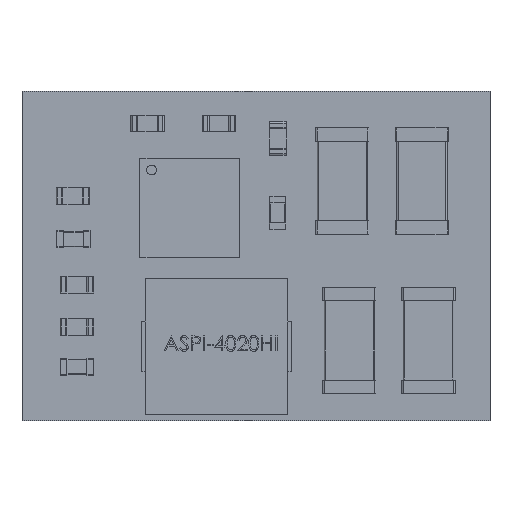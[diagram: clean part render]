
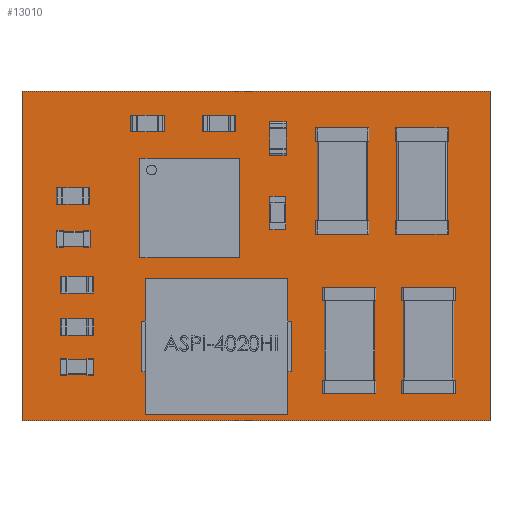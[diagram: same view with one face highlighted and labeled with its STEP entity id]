
A CAD part, top view. The second image highlights one B-rep face of the part: STEP entity #13010.
In plain terms, the highlighted planar face has unit normal (0, 0, 1).
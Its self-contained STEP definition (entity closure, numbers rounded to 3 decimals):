
#12881 = VERTEX_POINT('',#12882);
#12882 = CARTESIAN_POINT('',(148.454,-71.827,1.6));
#12888 = EDGE_CURVE('',#12881,#12889,#12891,.T.);
#12889 = VERTEX_POINT('',#12890);
#12890 = CARTESIAN_POINT('',(134.343,-71.827,1.6));
#12891 = LINE('',#12892,#12893);
#12892 = CARTESIAN_POINT('',(148.454,-71.827,1.6));
#12893 = VECTOR('',#12894,1.);
#12894 = DIRECTION('',(-1.,0.,0.));
#12919 = EDGE_CURVE('',#12889,#12920,#12922,.T.);
#12920 = VERTEX_POINT('',#12921);
#12921 = CARTESIAN_POINT('',(134.343,-61.887,1.6));
#12922 = LINE('',#12923,#12924);
#12923 = CARTESIAN_POINT('',(134.343,-71.827,1.6));
#12924 = VECTOR('',#12925,1.);
#12925 = DIRECTION('',(0.,1.,0.));
#12950 = EDGE_CURVE('',#12920,#12951,#12953,.T.);
#12951 = VERTEX_POINT('',#12952);
#12952 = CARTESIAN_POINT('',(148.454,-61.887,1.6));
#12953 = LINE('',#12954,#12955);
#12954 = CARTESIAN_POINT('',(134.343,-61.887,1.6));
#12955 = VECTOR('',#12956,1.);
#12956 = DIRECTION('',(1.,0.,0.));
#12981 = EDGE_CURVE('',#12951,#12881,#12982,.T.);
#12982 = LINE('',#12983,#12984);
#12983 = CARTESIAN_POINT('',(148.454,-61.887,1.6));
#12984 = VECTOR('',#12985,1.);
#12985 = DIRECTION('',(0.,-1.,0.));
#13010 = ADVANCED_FACE('',(#13011),#13017,.T.);
#13011 = FACE_BOUND('',#13012,.F.);
#13012 = EDGE_LOOP('',(#13013,#13014,#13015,#13016));
#13013 = ORIENTED_EDGE('',*,*,#12888,.T.);
#13014 = ORIENTED_EDGE('',*,*,#12919,.T.);
#13015 = ORIENTED_EDGE('',*,*,#12950,.T.);
#13016 = ORIENTED_EDGE('',*,*,#12981,.T.);
#13017 = PLANE('',#13018);
#13018 = AXIS2_PLACEMENT_3D('',#13019,#13020,#13021);
#13019 = CARTESIAN_POINT('',(0.,0.,1.6));
#13020 = DIRECTION('',(0.,0.,1.));
#13021 = DIRECTION('',(1.,0.,-0.));
